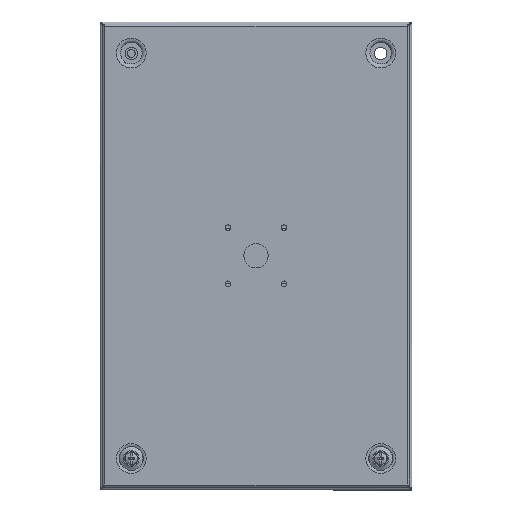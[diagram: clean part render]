
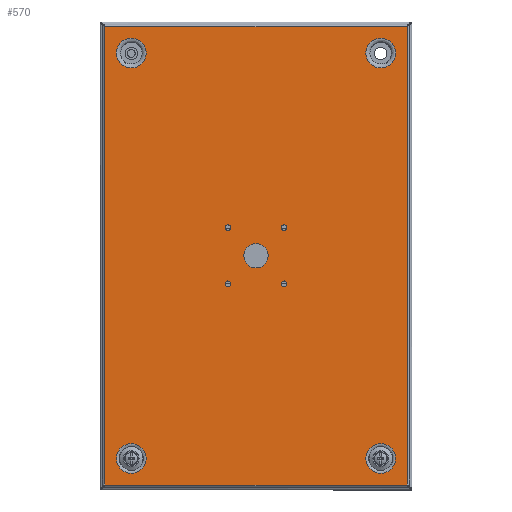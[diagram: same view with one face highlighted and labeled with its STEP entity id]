
A CAD part, top view. The second image highlights one B-rep face of the part: STEP entity #570.
In plain terms, the highlighted planar face has unit normal (0, 0, 1).
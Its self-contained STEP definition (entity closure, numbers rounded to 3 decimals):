
#361=FACE_BOUND('',#1054,.T.);
#362=FACE_BOUND('',#1055,.T.);
#363=FACE_BOUND('',#1056,.T.);
#364=FACE_BOUND('',#1057,.T.);
#365=FACE_BOUND('',#1058,.T.);
#366=FACE_BOUND('',#1059,.T.);
#367=FACE_BOUND('',#1060,.T.);
#368=FACE_BOUND('',#1061,.T.);
#369=FACE_BOUND('',#1062,.T.);
#370=FACE_BOUND('',#1063,.T.);
#570=ADVANCED_FACE('',(#361,#362,#363,#364,#365,#366,#367,#368,#369,#370),
#689,.F.);
#689=PLANE('',#4529);
#1054=EDGE_LOOP('',(#2105));
#1055=EDGE_LOOP('',(#2106));
#1056=EDGE_LOOP('',(#2107));
#1057=EDGE_LOOP('',(#2108));
#1058=EDGE_LOOP('',(#2109));
#1059=EDGE_LOOP('',(#2110));
#1060=EDGE_LOOP('',(#2111));
#1061=EDGE_LOOP('',(#2112));
#1062=EDGE_LOOP('',(#2113));
#1063=EDGE_LOOP('',(#2114,#2115,#2116,#2117));
#1218=CIRCLE('',#4464,1.85);
#1220=CIRCLE('',#4467,1.85);
#1234=CIRCLE('',#4507,9.532);
#1236=CIRCLE('',#4510,9.532);
#1239=CIRCLE('',#4514,9.532);
#1241=CIRCLE('',#4517,9.532);
#1243=CIRCLE('',#4526,1.85);
#1244=CIRCLE('',#4527,1.85);
#1245=CIRCLE('',#4528,7.8);
#2105=ORIENTED_EDGE('',*,*,#3334,.F.);
#2106=ORIENTED_EDGE('',*,*,#3335,.F.);
#2107=ORIENTED_EDGE('',*,*,#3216,.F.);
#2108=ORIENTED_EDGE('',*,*,#3218,.F.);
#2109=ORIENTED_EDGE('',*,*,#3336,.F.);
#2110=ORIENTED_EDGE('',*,*,#3323,.T.);
#2111=ORIENTED_EDGE('',*,*,#3320,.F.);
#2112=ORIENTED_EDGE('',*,*,#3318,.T.);
#2113=ORIENTED_EDGE('',*,*,#3325,.F.);
#2114=ORIENTED_EDGE('',*,*,#3303,.T.);
#2115=ORIENTED_EDGE('',*,*,#3317,.T.);
#2116=ORIENTED_EDGE('',*,*,#3337,.T.);
#2117=ORIENTED_EDGE('',*,*,#3305,.F.);
#2583=VERTEX_POINT('',#8634);
#2588=VERTEX_POINT('',#8647);
#2590=VERTEX_POINT('',#8652);
#2655=VERTEX_POINT('',#8835);
#2658=VERTEX_POINT('',#8848);
#2664=VERTEX_POINT('',#8866);
#2665=VERTEX_POINT('',#8870);
#2667=VERTEX_POINT('',#8875);
#2670=VERTEX_POINT('',#8882);
#2672=VERTEX_POINT('',#8887);
#2675=VERTEX_POINT('',#8904);
#2676=VERTEX_POINT('',#8906);
#2677=VERTEX_POINT('',#8908);
#3216=EDGE_CURVE('',#2588,#2588,#1218,.T.);
#3218=EDGE_CURVE('',#2590,#2590,#1220,.T.);
#3303=EDGE_CURVE('',#2655,#2583,#3775,.T.);
#3305=EDGE_CURVE('',#2655,#2658,#3777,.T.);
#3317=EDGE_CURVE('',#2583,#2664,#3787,.T.);
#3318=EDGE_CURVE('',#2665,#2665,#1234,.T.);
#3320=EDGE_CURVE('',#2667,#2667,#1236,.T.);
#3323=EDGE_CURVE('',#2670,#2670,#1239,.T.);
#3325=EDGE_CURVE('',#2672,#2672,#1241,.T.);
#3334=EDGE_CURVE('',#2675,#2675,#1243,.T.);
#3335=EDGE_CURVE('',#2676,#2676,#1244,.T.);
#3336=EDGE_CURVE('',#2677,#2677,#1245,.T.);
#3337=EDGE_CURVE('',#2664,#2658,#3793,.T.);
#3775=LINE('',#8843,#4206);
#3777=LINE('',#8847,#4208);
#3787=LINE('',#8867,#4218);
#3793=LINE('',#8909,#4224);
#4206=VECTOR('',#5486,1.);
#4208=VECTOR('',#5490,1.);
#4218=VECTOR('',#5506,1.);
#4224=VECTOR('',#5558,1.);
#4464=AXIS2_PLACEMENT_3D('',#8646,#5344,#5345);
#4467=AXIS2_PLACEMENT_3D('',#8651,#5350,#5351);
#4507=AXIS2_PLACEMENT_3D('',#8869,#5509,#5510);
#4510=AXIS2_PLACEMENT_3D('',#8874,#5515,#5516);
#4514=AXIS2_PLACEMENT_3D('',#8881,#5523,#5524);
#4517=AXIS2_PLACEMENT_3D('',#8886,#5529,#5530);
#4526=AXIS2_PLACEMENT_3D('',#8903,#5552,#5553);
#4527=AXIS2_PLACEMENT_3D('',#8905,#5554,#5555);
#4528=AXIS2_PLACEMENT_3D('',#8907,#5556,#5557);
#4529=AXIS2_PLACEMENT_3D('',#8910,#5559,#5560);
#5344=DIRECTION('',(0.,0.,1.));
#5345=DIRECTION('',(1.,0.,0.));
#5350=DIRECTION('',(0.,0.,1.));
#5351=DIRECTION('',(1.,0.,0.));
#5486=DIRECTION('',(1.,0.,0.));
#5490=DIRECTION('',(0.,1.,0.));
#5506=DIRECTION('',(0.,1.,0.));
#5509=DIRECTION('',(0.,0.,-1.));
#5510=DIRECTION('',(-1.,0.,0.));
#5515=DIRECTION('',(0.,0.,1.));
#5516=DIRECTION('',(-1.,0.,0.));
#5523=DIRECTION('',(0.,0.,-1.));
#5524=DIRECTION('',(1.,0.,0.));
#5529=DIRECTION('',(0.,0.,1.));
#5530=DIRECTION('',(1.,0.,0.));
#5552=DIRECTION('',(0.,0.,1.));
#5553=DIRECTION('',(1.,0.,0.));
#5554=DIRECTION('',(0.,0.,1.));
#5555=DIRECTION('',(1.,0.,0.));
#5556=DIRECTION('',(0.,0.,1.));
#5557=DIRECTION('',(1.,0.,0.));
#5558=DIRECTION('',(-1.,0.,0.));
#5559=DIRECTION('',(0.,0.,-1.));
#5560=DIRECTION('',(1.,0.,0.));
#8634=CARTESIAN_POINT('',(198.,4.,119.));
#8646=CARTESIAN_POINT('',(119.,169.,119.));
#8647=CARTESIAN_POINT('',(120.85,169.,119.));
#8651=CARTESIAN_POINT('',(83.,169.,119.));
#8652=CARTESIAN_POINT('',(84.85,169.,119.));
#8835=CARTESIAN_POINT('',(4.,4.,119.));
#8843=CARTESIAN_POINT('',(101.,4.,119.));
#8847=CARTESIAN_POINT('',(4.,3.5,119.));
#8848=CARTESIAN_POINT('',(4.,298.,119.));
#8866=CARTESIAN_POINT('',(198.,298.,119.));
#8867=CARTESIAN_POINT('',(198.,3.5,119.));
#8869=CARTESIAN_POINT('',(181.,21.,119.));
#8870=CARTESIAN_POINT('',(171.468,21.,119.));
#8874=CARTESIAN_POINT('',(181.,281.,119.));
#8875=CARTESIAN_POINT('',(171.468,281.,119.));
#8881=CARTESIAN_POINT('',(21.,281.,119.));
#8882=CARTESIAN_POINT('',(30.532,281.,119.));
#8886=CARTESIAN_POINT('',(21.,21.,119.));
#8887=CARTESIAN_POINT('',(30.532,21.,119.));
#8903=CARTESIAN_POINT('',(119.,133.,119.));
#8904=CARTESIAN_POINT('',(120.85,133.,119.));
#8905=CARTESIAN_POINT('',(83.,133.,119.));
#8906=CARTESIAN_POINT('',(84.85,133.,119.));
#8907=CARTESIAN_POINT('',(101.,151.,119.));
#8908=CARTESIAN_POINT('',(108.8,151.,119.));
#8909=CARTESIAN_POINT('',(198.,298.,119.));
#8910=CARTESIAN_POINT('',(101.,151.,119.));
